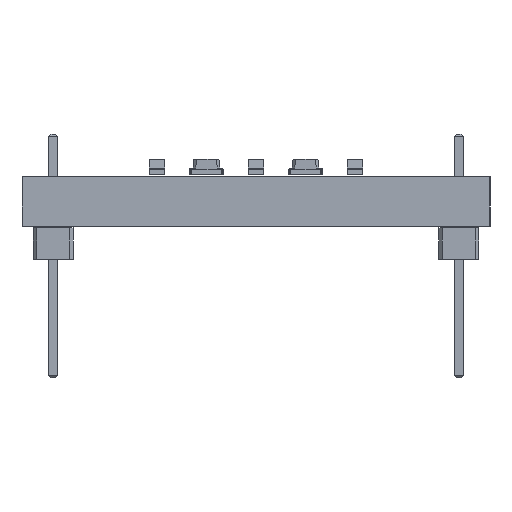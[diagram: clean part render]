
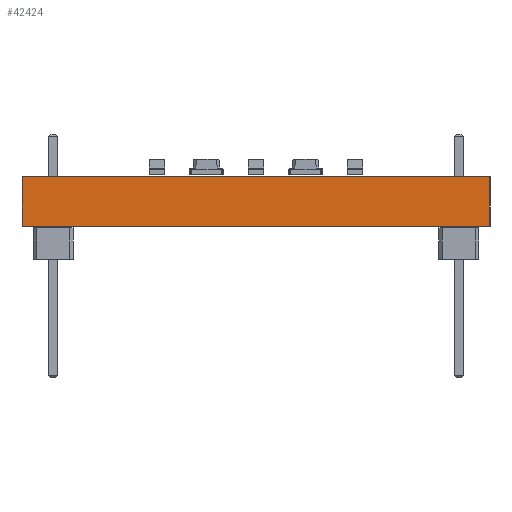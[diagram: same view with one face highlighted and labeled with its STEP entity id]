
A CAD part, left-side view. The second image highlights one B-rep face of the part: STEP entity #42424.
In plain terms, the highlighted planar face has unit normal (-1, 0, 0).
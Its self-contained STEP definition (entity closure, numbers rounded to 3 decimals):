
#42424 = ADVANCED_FACE('',(#42425),#42439,.F.);
#42425 = FACE_BOUND('',#42426,.F.);
#42426 = EDGE_LOOP('',(#42427,#42462,#42490,#42518));
#42427 = ORIENTED_EDGE('',*,*,#42428,.T.);
#42428 = EDGE_CURVE('',#42429,#42431,#42433,.T.);
#42429 = VERTEX_POINT('',#42430);
#42430 = CARTESIAN_POINT('',(-28.5,7.5,0.));
#42431 = VERTEX_POINT('',#42432);
#42432 = CARTESIAN_POINT('',(-28.5,7.5,1.6));
#42433 = SURFACE_CURVE('',#42434,(#42438,#42450),.PCURVE_S1.);
#42434 = LINE('',#42435,#42436);
#42435 = CARTESIAN_POINT('',(-28.5,7.5,0.));
#42436 = VECTOR('',#42437,1.);
#42437 = DIRECTION('',(0.,0.,1.));
#42438 = PCURVE('',#42439,#42444);
#42439 = PLANE('',#42440);
#42440 = AXIS2_PLACEMENT_3D('',#42441,#42442,#42443);
#42441 = CARTESIAN_POINT('',(-28.5,7.5,0.));
#42442 = DIRECTION('',(1.,0.,0.));
#42443 = DIRECTION('',(0.,-1.,0.));
#42444 = DEFINITIONAL_REPRESENTATION('',(#42445),#42449);
#42445 = LINE('',#42446,#42447);
#42446 = CARTESIAN_POINT('',(0.,0.));
#42447 = VECTOR('',#42448,1.);
#42448 = DIRECTION('',(0.,-1.));
#42449 = ( GEOMETRIC_REPRESENTATION_CONTEXT(2) 
PARAMETRIC_REPRESENTATION_CONTEXT() REPRESENTATION_CONTEXT('2D SPACE',''
  ) );
#42450 = PCURVE('',#42451,#42456);
#42451 = PLANE('',#42452);
#42452 = AXIS2_PLACEMENT_3D('',#42453,#42454,#42455);
#42453 = CARTESIAN_POINT('',(28.5,7.5,0.));
#42454 = DIRECTION('',(0.,-1.,0.));
#42455 = DIRECTION('',(-1.,0.,0.));
#42456 = DEFINITIONAL_REPRESENTATION('',(#42457),#42461);
#42457 = LINE('',#42458,#42459);
#42458 = CARTESIAN_POINT('',(57.,0.));
#42459 = VECTOR('',#42460,1.);
#42460 = DIRECTION('',(0.,-1.));
#42461 = ( GEOMETRIC_REPRESENTATION_CONTEXT(2) 
PARAMETRIC_REPRESENTATION_CONTEXT() REPRESENTATION_CONTEXT('2D SPACE',''
  ) );
#42462 = ORIENTED_EDGE('',*,*,#42463,.T.);
#42463 = EDGE_CURVE('',#42431,#42464,#42466,.T.);
#42464 = VERTEX_POINT('',#42465);
#42465 = CARTESIAN_POINT('',(-28.5,-7.5,1.6));
#42466 = SURFACE_CURVE('',#42467,(#42471,#42478),.PCURVE_S1.);
#42467 = LINE('',#42468,#42469);
#42468 = CARTESIAN_POINT('',(-28.5,7.5,1.6));
#42469 = VECTOR('',#42470,1.);
#42470 = DIRECTION('',(0.,-1.,0.));
#42471 = PCURVE('',#42439,#42472);
#42472 = DEFINITIONAL_REPRESENTATION('',(#42473),#42477);
#42473 = LINE('',#42474,#42475);
#42474 = CARTESIAN_POINT('',(0.,-1.6));
#42475 = VECTOR('',#42476,1.);
#42476 = DIRECTION('',(1.,0.));
#42477 = ( GEOMETRIC_REPRESENTATION_CONTEXT(2) 
PARAMETRIC_REPRESENTATION_CONTEXT() REPRESENTATION_CONTEXT('2D SPACE',''
  ) );
#42478 = PCURVE('',#42479,#42484);
#42479 = PLANE('',#42480);
#42480 = AXIS2_PLACEMENT_3D('',#42481,#42482,#42483);
#42481 = CARTESIAN_POINT('',(0.,0.,1.6));
#42482 = DIRECTION('',(0.,0.,1.));
#42483 = DIRECTION('',(1.,0.,0.));
#42484 = DEFINITIONAL_REPRESENTATION('',(#42485),#42489);
#42485 = LINE('',#42486,#42487);
#42486 = CARTESIAN_POINT('',(-28.5,7.5));
#42487 = VECTOR('',#42488,1.);
#42488 = DIRECTION('',(0.,-1.));
#42489 = ( GEOMETRIC_REPRESENTATION_CONTEXT(2) 
PARAMETRIC_REPRESENTATION_CONTEXT() REPRESENTATION_CONTEXT('2D SPACE',''
  ) );
#42490 = ORIENTED_EDGE('',*,*,#42491,.F.);
#42491 = EDGE_CURVE('',#42492,#42464,#42494,.T.);
#42492 = VERTEX_POINT('',#42493);
#42493 = CARTESIAN_POINT('',(-28.5,-7.5,0.));
#42494 = SURFACE_CURVE('',#42495,(#42499,#42506),.PCURVE_S1.);
#42495 = LINE('',#42496,#42497);
#42496 = CARTESIAN_POINT('',(-28.5,-7.5,0.));
#42497 = VECTOR('',#42498,1.);
#42498 = DIRECTION('',(0.,0.,1.));
#42499 = PCURVE('',#42439,#42500);
#42500 = DEFINITIONAL_REPRESENTATION('',(#42501),#42505);
#42501 = LINE('',#42502,#42503);
#42502 = CARTESIAN_POINT('',(15.,0.));
#42503 = VECTOR('',#42504,1.);
#42504 = DIRECTION('',(0.,-1.));
#42505 = ( GEOMETRIC_REPRESENTATION_CONTEXT(2) 
PARAMETRIC_REPRESENTATION_CONTEXT() REPRESENTATION_CONTEXT('2D SPACE',''
  ) );
#42506 = PCURVE('',#42507,#42512);
#42507 = PLANE('',#42508);
#42508 = AXIS2_PLACEMENT_3D('',#42509,#42510,#42511);
#42509 = CARTESIAN_POINT('',(-28.5,-7.5,0.));
#42510 = DIRECTION('',(0.,1.,0.));
#42511 = DIRECTION('',(1.,0.,0.));
#42512 = DEFINITIONAL_REPRESENTATION('',(#42513),#42517);
#42513 = LINE('',#42514,#42515);
#42514 = CARTESIAN_POINT('',(0.,0.));
#42515 = VECTOR('',#42516,1.);
#42516 = DIRECTION('',(0.,-1.));
#42517 = ( GEOMETRIC_REPRESENTATION_CONTEXT(2) 
PARAMETRIC_REPRESENTATION_CONTEXT() REPRESENTATION_CONTEXT('2D SPACE',''
  ) );
#42518 = ORIENTED_EDGE('',*,*,#42519,.F.);
#42519 = EDGE_CURVE('',#42429,#42492,#42520,.T.);
#42520 = SURFACE_CURVE('',#42521,(#42525,#42532),.PCURVE_S1.);
#42521 = LINE('',#42522,#42523);
#42522 = CARTESIAN_POINT('',(-28.5,7.5,0.));
#42523 = VECTOR('',#42524,1.);
#42524 = DIRECTION('',(0.,-1.,0.));
#42525 = PCURVE('',#42439,#42526);
#42526 = DEFINITIONAL_REPRESENTATION('',(#42527),#42531);
#42527 = LINE('',#42528,#42529);
#42528 = CARTESIAN_POINT('',(0.,0.));
#42529 = VECTOR('',#42530,1.);
#42530 = DIRECTION('',(1.,0.));
#42531 = ( GEOMETRIC_REPRESENTATION_CONTEXT(2) 
PARAMETRIC_REPRESENTATION_CONTEXT() REPRESENTATION_CONTEXT('2D SPACE',''
  ) );
#42532 = PCURVE('',#42533,#42538);
#42533 = PLANE('',#42534);
#42534 = AXIS2_PLACEMENT_3D('',#42535,#42536,#42537);
#42535 = CARTESIAN_POINT('',(0.,0.,0.));
#42536 = DIRECTION('',(0.,0.,1.));
#42537 = DIRECTION('',(1.,0.,0.));
#42538 = DEFINITIONAL_REPRESENTATION('',(#42539),#42543);
#42539 = LINE('',#42540,#42541);
#42540 = CARTESIAN_POINT('',(-28.5,7.5));
#42541 = VECTOR('',#42542,1.);
#42542 = DIRECTION('',(0.,-1.));
#42543 = ( GEOMETRIC_REPRESENTATION_CONTEXT(2) 
PARAMETRIC_REPRESENTATION_CONTEXT() REPRESENTATION_CONTEXT('2D SPACE',''
  ) );
